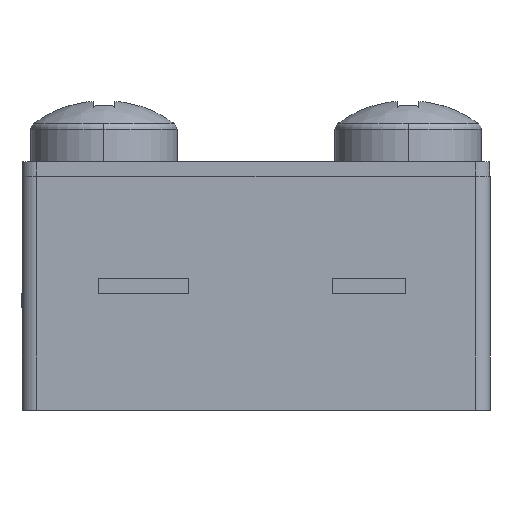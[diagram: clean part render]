
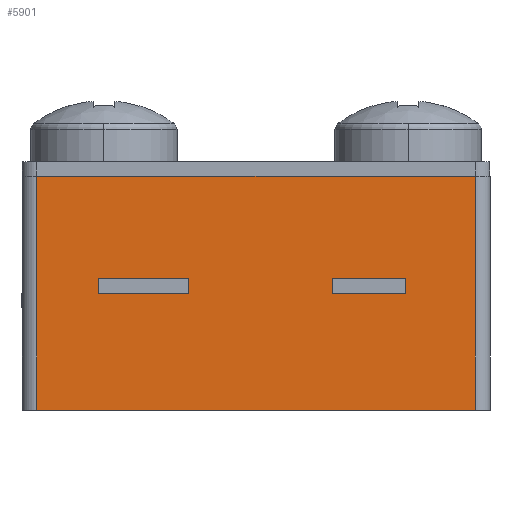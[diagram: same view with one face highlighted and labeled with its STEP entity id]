
A CAD part, left-side view. The second image highlights one B-rep face of the part: STEP entity #5901.
In plain terms, the highlighted planar face has unit normal (-1, 0, 0).
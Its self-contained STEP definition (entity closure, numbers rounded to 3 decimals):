
#675 = ORIENTED_EDGE ( 'NONE', *, *, #18546, .F. ) ;
#829 = LINE ( 'NONE', #2219, #20129 ) ;
#877 = DIRECTION ( 'NONE',  ( 0., 1., 0. ) ) ;
#1295 = VECTOR ( 'NONE', #16702, 1000. ) ;
#1402 = DIRECTION ( 'NONE',  ( 0., 0., 1. ) ) ;
#1413 = VECTOR ( 'NONE', #24231, 1000. ) ;
#1607 = ORIENTED_EDGE ( 'NONE', *, *, #18934, .F. ) ;
#2161 = EDGE_LOOP ( 'NONE', ( #25025, #5092, #1607, #4238 ) ) ;
#2219 = CARTESIAN_POINT ( 'NONE',  ( -16.761, -2.6, 4.52 ) ) ;
#2257 = FACE_OUTER_BOUND ( 'NONE', #2161, .T. ) ;
#2403 = ORIENTED_EDGE ( 'NONE', *, *, #8539, .F. ) ;
#2915 = DIRECTION ( 'NONE',  ( 0., -1., 0. ) ) ;
#3012 = DIRECTION ( 'NONE',  ( 1., 0., 0. ) ) ;
#3212 = CARTESIAN_POINT ( 'NONE',  ( -16.761, -5.1, 4. ) ) ;
#3263 = DIRECTION ( 'NONE',  ( 0., 0., 1. ) ) ;
#3561 = EDGE_CURVE ( 'NONE', #10016, #8611, #7826, .T. ) ;
#3689 = CARTESIAN_POINT ( 'NONE',  ( -16.761, 7.492, 0. ) ) ;
#3703 = VECTOR ( 'NONE', #4205, 1000. ) ;
#3785 = VECTOR ( 'NONE', #1402, 1000. ) ;
#3908 = VECTOR ( 'NONE', #2915, 1000. ) ;
#4105 = CARTESIAN_POINT ( 'NONE',  ( -16.761, -2.6, 4. ) ) ;
#4205 = DIRECTION ( 'NONE',  ( 0., -1., 0. ) ) ;
#4238 = ORIENTED_EDGE ( 'NONE', *, *, #5030, .T. ) ;
#4253 = CARTESIAN_POINT ( 'NONE',  ( -16.761, 7.492, 8. ) ) ;
#4748 = VERTEX_POINT ( 'NONE', #15322 ) ;
#5030 = EDGE_CURVE ( 'NONE', #4748, #25367, #6113, .T. ) ;
#5063 = VERTEX_POINT ( 'NONE', #10150 ) ;
#5092 = ORIENTED_EDGE ( 'NONE', *, *, #19142, .F. ) ;
#5101 = EDGE_CURVE ( 'NONE', #12796, #10016, #24458, .T. ) ;
#5901 = ADVANCED_FACE ( 'NONE', ( #18504, #13149, #2257 ), #7124, .F. ) ;
#6113 = LINE ( 'NONE', #4253, #24791 ) ;
#6140 = CARTESIAN_POINT ( 'NONE',  ( -16.761, -2.6, 4.52 ) ) ;
#7041 = CARTESIAN_POINT ( 'NONE',  ( -16.761, 7.492, 8. ) ) ;
#7124 = PLANE ( 'NONE',  #7511 ) ;
#7395 = CARTESIAN_POINT ( 'NONE',  ( -16.761, 2.3, 4.52 ) ) ;
#7511 = AXIS2_PLACEMENT_3D ( 'NONE', #7041, #3012, #12759 ) ;
#7826 = LINE ( 'NONE', #24586, #1295 ) ;
#8102 = DIRECTION ( 'NONE',  ( 0., 0., -1. ) ) ;
#8395 = CARTESIAN_POINT ( 'NONE',  ( -16.761, 5.4, 4.52 ) ) ;
#8539 = EDGE_CURVE ( 'NONE', #24187, #14509, #14373, .T. ) ;
#8611 = VERTEX_POINT ( 'NONE', #12035 ) ;
#8932 = DIRECTION ( 'NONE',  ( 0., -1., 0. ) ) ;
#8952 = CARTESIAN_POINT ( 'NONE',  ( -16.761, 2.3, 4.52 ) ) ;
#9029 = LINE ( 'NONE', #7395, #3785 ) ;
#9404 = EDGE_LOOP ( 'NONE', ( #16421, #18724, #25359, #16654 ) ) ;
#9419 = VECTOR ( 'NONE', #8932, 1000. ) ;
#9634 = CARTESIAN_POINT ( 'NONE',  ( -16.761, 5.4, 4.52 ) ) ;
#9800 = ORIENTED_EDGE ( 'NONE', *, *, #12415, .F. ) ;
#10016 = VERTEX_POINT ( 'NONE', #9634 ) ;
#10150 = CARTESIAN_POINT ( 'NONE',  ( -16.761, -7.492, 0. ) ) ;
#10242 = VECTOR ( 'NONE', #14075, 1000. ) ;
#10324 = CARTESIAN_POINT ( 'NONE',  ( -16.761, -2.6, 4. ) ) ;
#10392 = LINE ( 'NONE', #6140, #1413 ) ;
#10656 = LINE ( 'NONE', #20875, #9419 ) ;
#10844 = EDGE_CURVE ( 'NONE', #8611, #19830, #21123, .T. ) ;
#11776 = ORIENTED_EDGE ( 'NONE', *, *, #22122, .F. ) ;
#11974 = CARTESIAN_POINT ( 'NONE',  ( -16.761, -7.492, 8. ) ) ;
#12035 = CARTESIAN_POINT ( 'NONE',  ( -16.761, 5.4, 4. ) ) ;
#12332 = DIRECTION ( 'NONE',  ( 0., 0., -1. ) ) ;
#12415 = EDGE_CURVE ( 'NONE', #17224, #16782, #10392, .T. ) ;
#12759 = DIRECTION ( 'NONE',  ( 0., 0., -1. ) ) ;
#12796 = VERTEX_POINT ( 'NONE', #8952 ) ;
#13149 = FACE_BOUND ( 'NONE', #9404, .T. ) ;
#13237 = CARTESIAN_POINT ( 'NONE',  ( -16.761, -2.6, 4.52 ) ) ;
#13700 = VERTEX_POINT ( 'NONE', #18131 ) ;
#14075 = DIRECTION ( 'NONE',  ( 0., -1., 0. ) ) ;
#14150 = LINE ( 'NONE', #11974, #19505 ) ;
#14373 = LINE ( 'NONE', #10324, #10242 ) ;
#14509 = VERTEX_POINT ( 'NONE', #3212 ) ;
#14843 = CARTESIAN_POINT ( 'NONE',  ( -16.761, 7.492, 8. ) ) ;
#15087 = EDGE_LOOP ( 'NONE', ( #11776, #2403, #675, #9800 ) ) ;
#15322 = CARTESIAN_POINT ( 'NONE',  ( -16.761, 7.492, 8. ) ) ;
#15382 = CARTESIAN_POINT ( 'NONE',  ( -16.761, -5.1, 4.52 ) ) ;
#15613 = EDGE_CURVE ( 'NONE', #19830, #12796, #9029, .T. ) ;
#16421 = ORIENTED_EDGE ( 'NONE', *, *, #15613, .F. ) ;
#16456 = DIRECTION ( 'NONE',  ( 0., 0., -1. ) ) ;
#16654 = ORIENTED_EDGE ( 'NONE', *, *, #5101, .F. ) ;
#16702 = DIRECTION ( 'NONE',  ( 0., 0., -1. ) ) ;
#16782 = VERTEX_POINT ( 'NONE', #13237 ) ;
#17224 = VERTEX_POINT ( 'NONE', #22925 ) ;
#18094 = VECTOR ( 'NONE', #3263, 1000. ) ;
#18131 = CARTESIAN_POINT ( 'NONE',  ( -16.761, -7.492, 8. ) ) ;
#18294 = VECTOR ( 'NONE', #877, 1000. ) ;
#18504 = FACE_BOUND ( 'NONE', #15087, .T. ) ;
#18546 = EDGE_CURVE ( 'NONE', #16782, #24187, #829, .T. ) ;
#18724 = ORIENTED_EDGE ( 'NONE', *, *, #10844, .F. ) ;
#18934 = EDGE_CURVE ( 'NONE', #4748, #13700, #23518, .T. ) ;
#19142 = EDGE_CURVE ( 'NONE', #13700, #5063, #14150, .T. ) ;
#19505 = VECTOR ( 'NONE', #8102, 1000. ) ;
#19830 = VERTEX_POINT ( 'NONE', #22640 ) ;
#20129 = VECTOR ( 'NONE', #12332, 1000. ) ;
#20228 = LINE ( 'NONE', #15382, #18094 ) ;
#20302 = CARTESIAN_POINT ( 'NONE',  ( -16.761, 5.4, 4. ) ) ;
#20426 = EDGE_CURVE ( 'NONE', #25367, #5063, #10656, .T. ) ;
#20875 = CARTESIAN_POINT ( 'NONE',  ( -16.761, 7.492, 0. ) ) ;
#21123 = LINE ( 'NONE', #20302, #3703 ) ;
#22122 = EDGE_CURVE ( 'NONE', #14509, #17224, #20228, .T. ) ;
#22640 = CARTESIAN_POINT ( 'NONE',  ( -16.761, 2.3, 4. ) ) ;
#22925 = CARTESIAN_POINT ( 'NONE',  ( -16.761, -5.1, 4.52 ) ) ;
#23518 = LINE ( 'NONE', #14843, #3908 ) ;
#24187 = VERTEX_POINT ( 'NONE', #4105 ) ;
#24231 = DIRECTION ( 'NONE',  ( 0., 1., 0. ) ) ;
#24458 = LINE ( 'NONE', #8395, #18294 ) ;
#24586 = CARTESIAN_POINT ( 'NONE',  ( -16.761, 5.4, 4.52 ) ) ;
#24791 = VECTOR ( 'NONE', #16456, 1000. ) ;
#25025 = ORIENTED_EDGE ( 'NONE', *, *, #20426, .T. ) ;
#25359 = ORIENTED_EDGE ( 'NONE', *, *, #3561, .F. ) ;
#25367 = VERTEX_POINT ( 'NONE', #3689 ) ;
